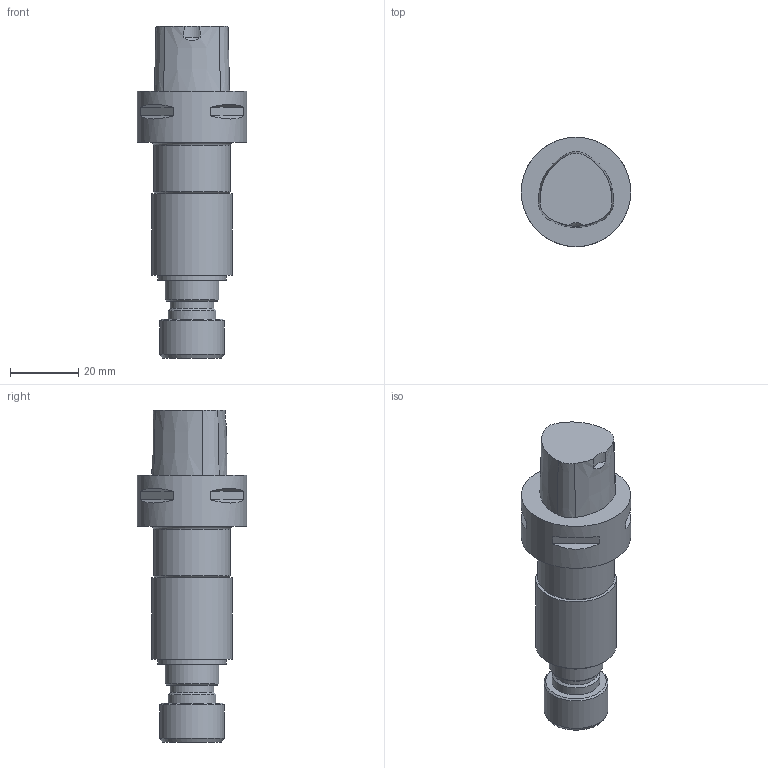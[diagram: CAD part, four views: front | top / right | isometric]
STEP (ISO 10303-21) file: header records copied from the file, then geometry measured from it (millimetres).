
FILE_DESCRIPTION(/* description */ (''),/* implementation_level */ '2;1');
FILE_NAME(/* name */ '1525679830645.stp',/* time_stamp */ '2018-05-07T09:57:21+02:00',/* author */ (''),/* organization */ ('SMS'),/* preprocessor_version */ 'ST-DEVELOPER v15',/* originating_system */ 'SIEMENS PLM Software NX 8.5',/* authorisation */ '');
FILE_SCHEMA (('AUTOMOTIVE_DESIGN { 1 0 10303 214 3 1 1 1 }'));
Length unit declared in the file: millimetre
Products named in the file (1): 201627026mod000_00
Bounding box: 32 x 32 x 97 mm (x, y, z)
Volume: 40496.7 mm3; surface area: 8844.5 mm2
Topology: 1 solids, 1 shells, 43 faces, 88 edges, 61 vertices
Faces by surface type: plane 21, cone 12, cylinder 9, torus 1
Full cylindrical faces by diameter (mm): 12.7 x1, 13.995 x1, 15.766 x1, 18.7 x1, 19.9 x1, 22.45 x1, 23.5 x1, 32 x1
Entity records: 1119 total; most frequent: DIRECTION 208, CARTESIAN_POINT 187, ORIENTED_EDGE 138, AXIS2_PLACEMENT_3D 93, EDGE_CURVE 69, EDGE_LOOP 68, VERTEX_POINT 53, FACE_BOUND 46
